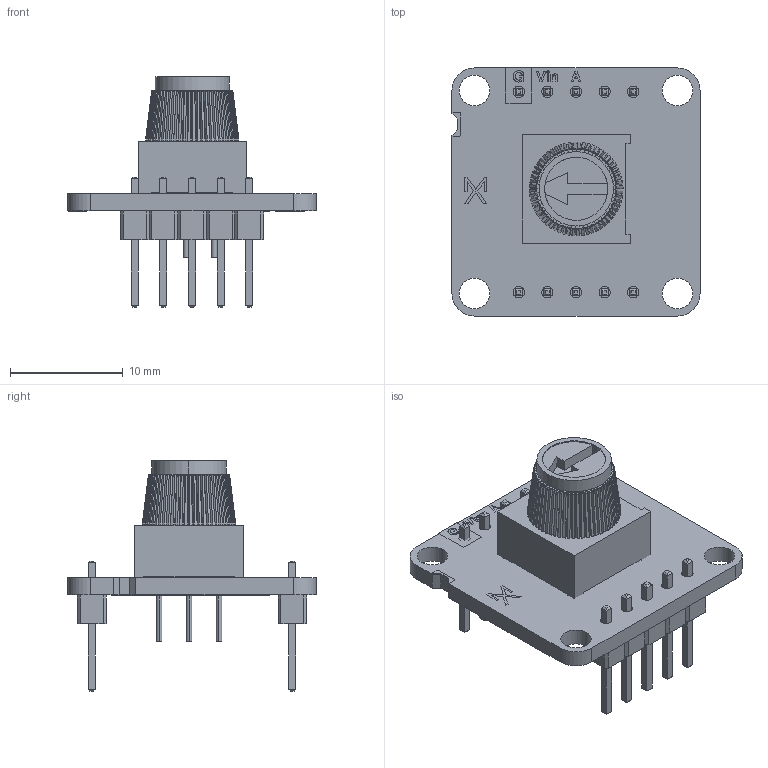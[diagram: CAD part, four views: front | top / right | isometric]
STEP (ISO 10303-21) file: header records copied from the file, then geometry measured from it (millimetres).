
FILE_DESCRIPTION(('KiCad electronic assembly'),'2;1');
FILE_NAME('STP_AX22_0004.step','2025-06-21T16:34:32',('Pcbnew'),('Kicad' ),'Open CASCADE STEP processor 7.8','KiCad to STEP converter', 'Unknown');
FILE_SCHEMA(('AUTOMOTIVE_DESIGN { 1 0 10303 214 1 1 1 1 }'));
Length unit declared in the file: millimetre
Products named in the file (7): STP_AX22_0004 1; PinHeader_1x05_P2.54mm_Vertical; 10 kÎ© Breadboard Trim Potentiometer with Knob; BASE, 10 KILO-OHM BREADBOARD TRIM POTENTIOMETER WITH KNOB; KNOB, 10 KILO-OHM BREADBOARD TRIM POTENTIOMETER WITH KNOB; AX22_Potentiometer_silkscreen; AX22_Potentiometer_PCB
Assembly tree (7 placements, depth 3):
  STP_AX22_0004 1
    PinHeader_1x05_P2.54mm_Vertical  x2
    10 kÎ© Breadboard Trim Potentiometer with Knob
      BASE, 10 KILO-OHM BREADBOARD TRIM POTENTIOMETER WITH KNOB
      KNOB, 10 KILO-OHM BREADBOARD TRIM POTENTIOMETER WITH KNOB
    AX22_Potentiometer_silkscreen
    AX22_Potentiometer_PCB
Bounding box: 22 x 22 x 20.44 mm (x, y, z)
Volume: 1499.2 mm3; surface area: 2424.3 mm2
Topology: 5 solids, 42 shells, 616 faces, 2530 edges, 1987 vertices
Faces by surface type: plane 463, torus 60, cone 60, cylinder 33
Full cylindrical faces by diameter (mm): 1 x10, 1.3 x3, 2.7 x4
Entity records: 25725 total; most frequent: CARTESIAN_POINT 6343, DIRECTION 3502, ORIENTED_EDGE 3487, EDGE_CURVE 2234, VERTEX_POINT 1803, LINE 1726, VECTOR 1726, AXIS2_PLACEMENT_3D 888
